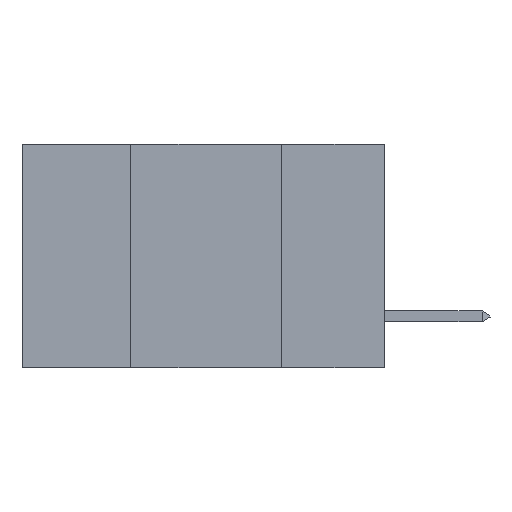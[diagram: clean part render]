
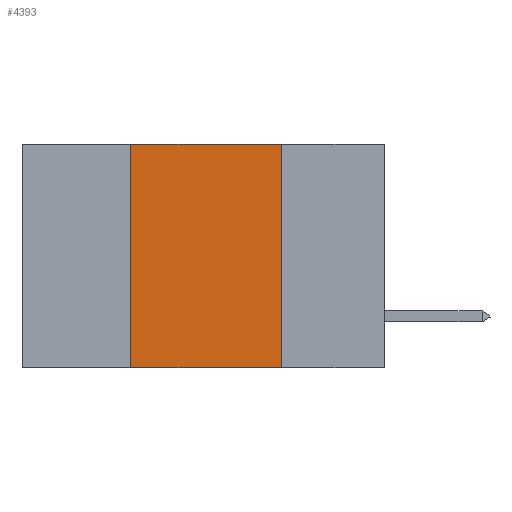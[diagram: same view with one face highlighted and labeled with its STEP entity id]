
A CAD part, left-side view. The second image highlights one B-rep face of the part: STEP entity #4393.
In plain terms, the highlighted planar face has unit normal (-1, 0, 0).
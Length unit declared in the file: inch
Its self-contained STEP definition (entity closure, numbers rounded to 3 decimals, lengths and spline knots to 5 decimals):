
#338 = PLANE ( 'NONE',  #2247 ) ;
#455 = EDGE_LOOP ( 'NONE', ( #4335, #1810, #5001, #835 ) ) ;
#559 = EDGE_CURVE ( 'NONE', #8451, #694, #1148, .T. ) ;
#609 = EDGE_CURVE ( 'NONE', #4789, #8451, #6178, .T. ) ;
#694 = VERTEX_POINT ( 'NONE', #911 ) ;
#733 = CARTESIAN_POINT ( 'NONE',  ( 0., 0.42, -0.37 ) ) ;
#835 = ORIENTED_EDGE ( 'NONE', *, *, #9650, .T. ) ;
#911 = CARTESIAN_POINT ( 'NONE',  ( 0., 0.17, -0.37 ) ) ;
#1148 = LINE ( 'NONE', #5520, #9778 ) ;
#1763 = VECTOR ( 'NONE', #5146, 39.37008 ) ;
#1810 = ORIENTED_EDGE ( 'NONE', *, *, #609, .F. ) ;
#2014 = CARTESIAN_POINT ( 'NONE',  ( 0., 0.6, -0.37 ) ) ;
#2247 = AXIS2_PLACEMENT_3D ( 'NONE', #9884, #2731, #9848 ) ;
#2731 = DIRECTION ( 'NONE',  ( 1., 0., 0. ) ) ;
#2979 = CARTESIAN_POINT ( 'NONE',  ( 0., 0.6, 0. ) ) ;
#3225 = CARTESIAN_POINT ( 'NONE',  ( 0., 0.42, 0. ) ) ;
#3263 = DIRECTION ( 'NONE',  ( 0., 0., 1. ) ) ;
#3726 = VECTOR ( 'NONE', #3263, 39.37008 ) ;
#3811 = VECTOR ( 'NONE', #9267, 39.37008 ) ;
#4134 = EDGE_CURVE ( 'NONE', #8292, #4789, #5832, .T. ) ;
#4335 = ORIENTED_EDGE ( 'NONE', *, *, #559, .F. ) ;
#4393 = ADVANCED_FACE ( 'NONE', ( #6706 ), #338, .F. ) ;
#4789 = VERTEX_POINT ( 'NONE', #8219 ) ;
#5001 = ORIENTED_EDGE ( 'NONE', *, *, #4134, .F. ) ;
#5146 = DIRECTION ( 'NONE',  ( 0., -1., 0. ) ) ;
#5520 = CARTESIAN_POINT ( 'NONE',  ( 0., 0.17, 0. ) ) ;
#5621 = DIRECTION ( 'NONE',  ( 0., 0., -1. ) ) ;
#5832 = LINE ( 'NONE', #3225, #3726 ) ;
#6178 = LINE ( 'NONE', #2979, #3811 ) ;
#6706 = FACE_OUTER_BOUND ( 'NONE', #455, .T. ) ;
#7969 = CARTESIAN_POINT ( 'NONE',  ( 0., 0.17, 0. ) ) ;
#8219 = CARTESIAN_POINT ( 'NONE',  ( 0., 0.42, 0. ) ) ;
#8292 = VERTEX_POINT ( 'NONE', #733 ) ;
#8451 = VERTEX_POINT ( 'NONE', #7969 ) ;
#9267 = DIRECTION ( 'NONE',  ( 0., -1., 0. ) ) ;
#9650 = EDGE_CURVE ( 'NONE', #8292, #694, #10042, .T. ) ;
#9778 = VECTOR ( 'NONE', #5621, 39.37008 ) ;
#9848 = DIRECTION ( 'NONE',  ( 0., 0., -1. ) ) ;
#9884 = CARTESIAN_POINT ( 'NONE',  ( 0., 0.6, 0. ) ) ;
#10042 = LINE ( 'NONE', #2014, #1763 ) ;
